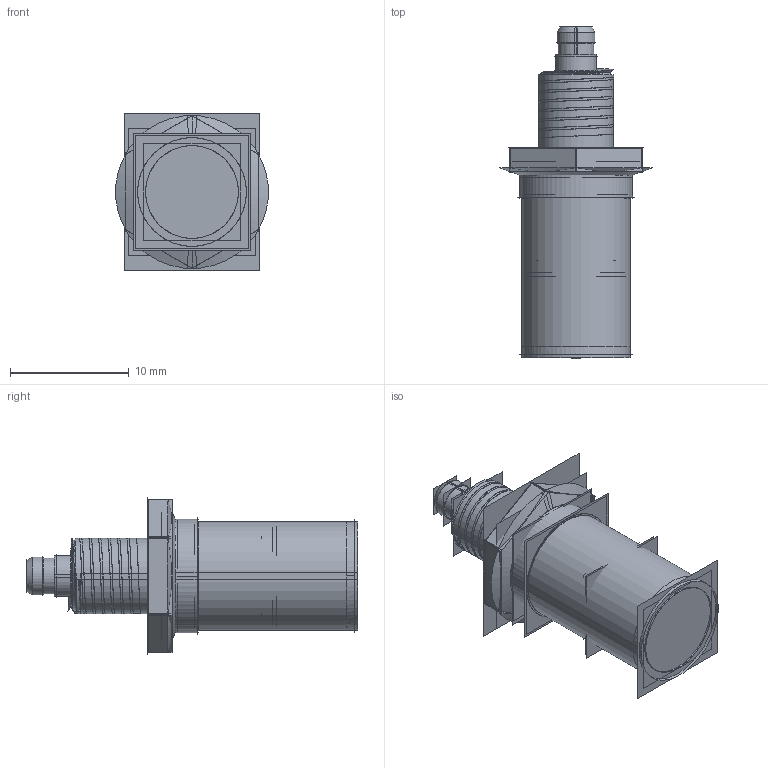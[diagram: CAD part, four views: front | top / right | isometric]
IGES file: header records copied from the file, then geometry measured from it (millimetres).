
Start section:  PTC IGES file: 30-251-x_asm.igs
Global section: file name: 30-251-x_asm.igs; native system: Pro/ENGINEER by Parametric Technology Corporation; preprocessor: 2006200; author: Administrator; organization: Unknown; date: 20130314.165658; units: inch
Bounding box: 12.81 x 27.89 x 13.15 mm (x, y, z)
Surface area: 6116.4 mm2 (no closed solid volume)
Topology: 0 solids, 0 shells, 320 faces, 4198 edges, 5500 vertices
Faces by surface type: revolution 174, bspline 146
